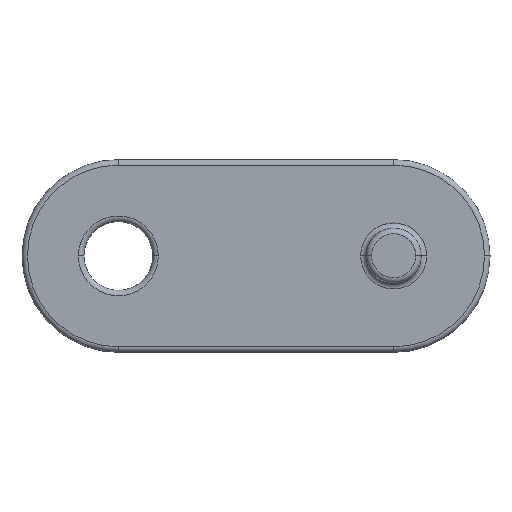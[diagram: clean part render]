
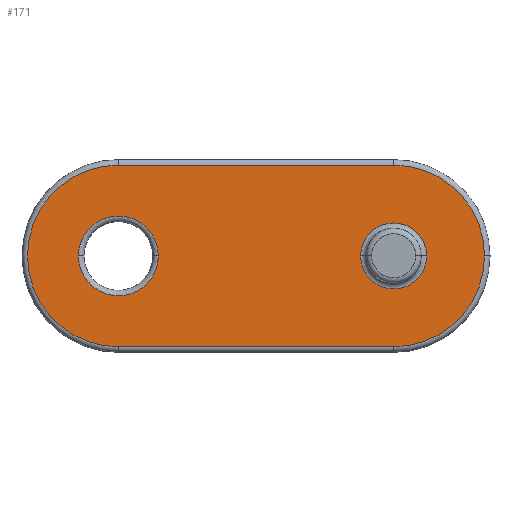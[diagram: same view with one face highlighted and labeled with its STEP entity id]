
A CAD part, top view. The second image highlights one B-rep face of the part: STEP entity #171.
In plain terms, the highlighted planar face has unit normal (0, 0, 1).
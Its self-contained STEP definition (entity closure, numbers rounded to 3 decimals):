
#13 = DIRECTION ( 'NONE',  ( 1., 0., 0. ) ) ;
#37 = VERTEX_POINT ( 'NONE', #376 ) ;
#66 = CARTESIAN_POINT ( 'NONE',  ( 6.2, 0., 2. ) ) ;
#72 = DIRECTION ( 'NONE',  ( 1., 0., 0. ) ) ;
#82 = DIRECTION ( 'NONE',  ( 0., 0., 1. ) ) ;
#121 = CARTESIAN_POINT ( 'NONE',  ( -5., -3.3, 2. ) ) ;
#134 = LINE ( 'NONE', #1009, #669 ) ;
#135 = EDGE_CURVE ( 'NONE', #394, #661, #969, .T. ) ;
#151 = DIRECTION ( 'NONE',  ( 0., 0., 1. ) ) ;
#171 = ADVANCED_FACE ( 'NONE', ( #1261, #443, #867 ), #1340, .T. ) ;
#176 = ORIENTED_EDGE ( 'NONE', *, *, #300, .T. ) ;
#207 = EDGE_LOOP ( 'NONE', ( #1176, #1249, #567, #1210, #1290 ) ) ;
#210 = VERTEX_POINT ( 'NONE', #1348 ) ;
#276 = DIRECTION ( 'NONE',  ( 0., 0., -1. ) ) ;
#278 = CARTESIAN_POINT ( 'NONE',  ( 5., 0., 2. ) ) ;
#288 = VERTEX_POINT ( 'NONE', #325 ) ;
#293 = AXIS2_PLACEMENT_3D ( 'NONE', #719, #82, #836 ) ;
#294 = DIRECTION ( 'NONE',  ( 1., 0., 0. ) ) ;
#296 = AXIS2_PLACEMENT_3D ( 'NONE', #278, #151, #1313 ) ;
#300 = EDGE_CURVE ( 'NONE', #1353, #210, #1219, .T. ) ;
#317 = CIRCLE ( 'NONE', #296, 3.3 ) ;
#325 = CARTESIAN_POINT ( 'NONE',  ( 5., 3.3, 2. ) ) ;
#365 = DIRECTION ( 'NONE',  ( 0., 0., -1. ) ) ;
#376 = CARTESIAN_POINT ( 'NONE',  ( -5., 3.3, 2. ) ) ;
#380 = CARTESIAN_POINT ( 'NONE',  ( -5., 0., 2. ) ) ;
#381 = AXIS2_PLACEMENT_3D ( 'NONE', #380, #584, #582 ) ;
#394 = VERTEX_POINT ( 'NONE', #1288 ) ;
#396 = ORIENTED_EDGE ( 'NONE', *, *, #563, .T. ) ;
#425 = CARTESIAN_POINT ( 'NONE',  ( -5., 0., 2. ) ) ;
#443 = FACE_OUTER_BOUND ( 'NONE', #207, .T. ) ;
#459 = VERTEX_POINT ( 'NONE', #121 ) ;
#462 = ORIENTED_EDGE ( 'NONE', *, *, #617, .T. ) ;
#479 = CARTESIAN_POINT ( 'NONE',  ( -5., 0., 2. ) ) ;
#487 = EDGE_CURVE ( 'NONE', #37, #459, #1029, .T. ) ;
#496 = DIRECTION ( 'NONE',  ( 0., 0., 1. ) ) ;
#499 = ORIENTED_EDGE ( 'NONE', *, *, #135, .T. ) ;
#504 = EDGE_CURVE ( 'NONE', #459, #1055, #607, .T. ) ;
#524 = DIRECTION ( 'NONE',  ( 0., 0., -1. ) ) ;
#553 = AXIS2_PLACEMENT_3D ( 'NONE', #479, #365, #1209 ) ;
#563 = EDGE_CURVE ( 'NONE', #210, #1353, #1120, .T. ) ;
#567 = ORIENTED_EDGE ( 'NONE', *, *, #1114, .T. ) ;
#580 = CARTESIAN_POINT ( 'NONE',  ( 8.3, 0., 2. ) ) ;
#582 = DIRECTION ( 'NONE',  ( 1., 0., 0. ) ) ;
#584 = DIRECTION ( 'NONE',  ( 0., 0., 1. ) ) ;
#586 = CIRCLE ( 'NONE', #1036, 3.3 ) ;
#587 = DIRECTION ( 'NONE',  ( -1., 0., 0. ) ) ;
#607 = LINE ( 'NONE', #790, #621 ) ;
#617 = EDGE_CURVE ( 'NONE', #661, #394, #1081, .T. ) ;
#621 = VECTOR ( 'NONE', #889, 1000. ) ;
#661 = VERTEX_POINT ( 'NONE', #66 ) ;
#669 = VECTOR ( 'NONE', #587, 1000. ) ;
#719 = CARTESIAN_POINT ( 'NONE',  ( -5., 0., 2. ) ) ;
#790 = CARTESIAN_POINT ( 'NONE',  ( 5., -3.3, 2. ) ) ;
#816 = DIRECTION ( 'NONE',  ( 1., 0., 0. ) ) ;
#836 = DIRECTION ( 'NONE',  ( 1., 0., 0. ) ) ;
#845 = EDGE_LOOP ( 'NONE', ( #176, #396 ) ) ;
#848 = CARTESIAN_POINT ( 'NONE',  ( -3.55, 0., 2. ) ) ;
#867 = FACE_BOUND ( 'NONE', #1056, .T. ) ;
#889 = DIRECTION ( 'NONE',  ( 1., 0., 0. ) ) ;
#932 = AXIS2_PLACEMENT_3D ( 'NONE', #425, #1058, #13 ) ;
#963 = AXIS2_PLACEMENT_3D ( 'NONE', #1042, #524, #294 ) ;
#969 = CIRCLE ( 'NONE', #963, 1.2 ) ;
#1009 = CARTESIAN_POINT ( 'NONE',  ( -5., 3.3, 2. ) ) ;
#1029 = CIRCLE ( 'NONE', #381, 3.3 ) ;
#1036 = AXIS2_PLACEMENT_3D ( 'NONE', #1122, #496, #816 ) ;
#1042 = CARTESIAN_POINT ( 'NONE',  ( 5., 0., 2. ) ) ;
#1055 = VERTEX_POINT ( 'NONE', #1091 ) ;
#1056 = EDGE_LOOP ( 'NONE', ( #462, #499 ) ) ;
#1058 = DIRECTION ( 'NONE',  ( 0., 0., -1. ) ) ;
#1081 = CIRCLE ( 'NONE', #1179, 1.2 ) ;
#1091 = CARTESIAN_POINT ( 'NONE',  ( 5., -3.3, 2. ) ) ;
#1114 = EDGE_CURVE ( 'NONE', #288, #37, #134, .T. ) ;
#1120 = CIRCLE ( 'NONE', #553, 1.45 ) ;
#1122 = CARTESIAN_POINT ( 'NONE',  ( 5., 0., 2. ) ) ;
#1130 = EDGE_CURVE ( 'NONE', #1055, #1160, #317, .T. ) ;
#1132 = CARTESIAN_POINT ( 'NONE',  ( 5., 0., 2. ) ) ;
#1160 = VERTEX_POINT ( 'NONE', #580 ) ;
#1176 = ORIENTED_EDGE ( 'NONE', *, *, #1130, .T. ) ;
#1179 = AXIS2_PLACEMENT_3D ( 'NONE', #1132, #276, #72 ) ;
#1209 = DIRECTION ( 'NONE',  ( 1., 0., 0. ) ) ;
#1210 = ORIENTED_EDGE ( 'NONE', *, *, #487, .T. ) ;
#1219 = CIRCLE ( 'NONE', #932, 1.45 ) ;
#1231 = EDGE_CURVE ( 'NONE', #1160, #288, #586, .T. ) ;
#1249 = ORIENTED_EDGE ( 'NONE', *, *, #1231, .T. ) ;
#1261 = FACE_BOUND ( 'NONE', #845, .T. ) ;
#1288 = CARTESIAN_POINT ( 'NONE',  ( 3.8, 0., 2. ) ) ;
#1290 = ORIENTED_EDGE ( 'NONE', *, *, #504, .T. ) ;
#1313 = DIRECTION ( 'NONE',  ( 1., 0., 0. ) ) ;
#1340 = PLANE ( 'NONE',  #293 ) ;
#1348 = CARTESIAN_POINT ( 'NONE',  ( -6.45, 0., 2. ) ) ;
#1353 = VERTEX_POINT ( 'NONE', #848 ) ;
